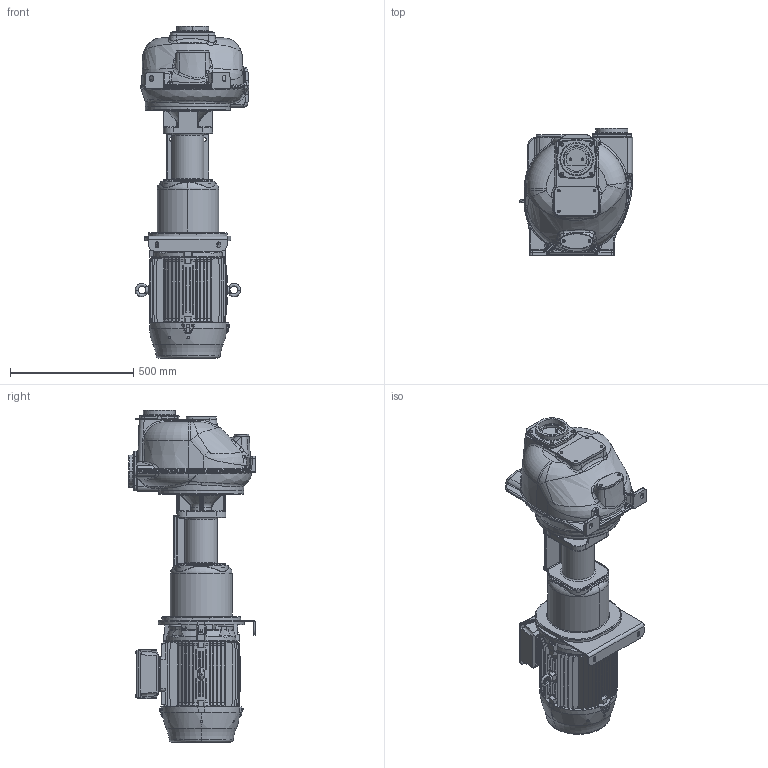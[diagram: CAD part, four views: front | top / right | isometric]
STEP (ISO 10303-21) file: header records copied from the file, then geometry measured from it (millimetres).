
FILE_DESCRIPTION((''),'2;1');
FILE_NAME('ESPORTAZIONE_SW0008','2022-11-10T16:36:00',('Nicola'),(''),'CREO PARAMETRIC BY PTC INC, 2020354','CREO PARAMETRIC BY PTC INC, 2020354','');
FILE_SCHEMA(('CONFIG_CONTROL_DESIGN'));
Products named in the file (1): ESPORTAZIONE_SW0008
Bounding box: 461.11 x 515 x 1347.75 mm (x, y, z)
Volume: 95046941.6 mm3; surface area: 2741296.5 mm2
Topology: 4 solids, 4 shells, 2953 faces, 7648 edges, 4792 vertices
Faces by surface type: plane 969, cylinder 887, bspline 504, cone 386, torus 168, sphere 28, extrusion 11
Entity records: 123745 total; most frequent: CARTESIAN_POINT 55606, ORIENTED_EDGE 15178, DIRECTION 13042, EDGE_CURVE 7589, AXIS2_PLACEMENT_3D 5035, VERTEX_POINT 4792, EDGE_LOOP 3153, VECTOR 2972
